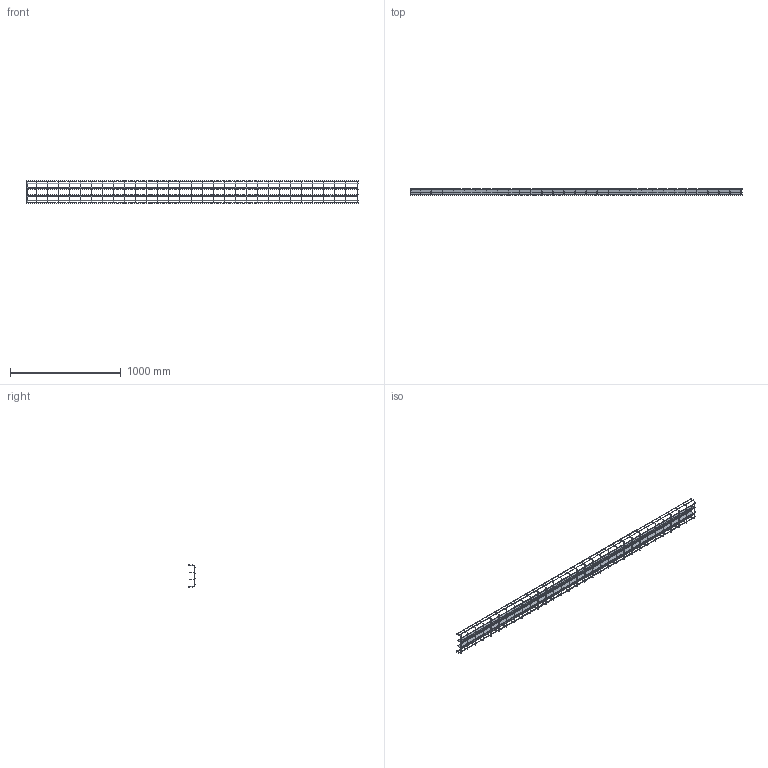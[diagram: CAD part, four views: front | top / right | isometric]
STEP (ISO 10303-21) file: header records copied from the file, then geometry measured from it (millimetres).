
FILE_DESCRIPTION (( 'STEP AP214' ), '1' );
FILE_NAME ('6006395.stp', '2016-07-14T07:59:34', ( '' ), ( '' ), 'SwSTEP 2.0', 'SolidWorks 2014', '' );
FILE_SCHEMA (( 'AUTOMOTIVE_DESIGN' ));
Length unit declared in the file: millimetre
Products named in the file (3): KTS 06.097-029_TSG L=2980; KTS 09.002-081_55x200; 6006395
Assembly tree (3 placements, depth 2):
  6006395
    KTS 09.002-081_55x200
    KTS 06.097-029_TSG L=2980  x2
Bounding box: 3000 x 57.91 x 200 mm (x, y, z)
Volume: 712928.8 mm3; surface area: 1078769.6 mm2
Topology: 3 solids, 3 shells, 444 faces, 1960 edges, 1216 vertices
Faces by surface type: cylinder 212, torus 128, plane 104
Entity records: 31182 total; most frequent: CARTESIAN_POINT 16460, ORIENTED_EDGE 3864, DIRECTION 2348, EDGE_CURVE 1932, VERTEX_POINT 1200, AXIS2_PLACEMENT_3D 866, B_SPLINE_CURVE_WITH_KNOTS 768, VECTOR 616
